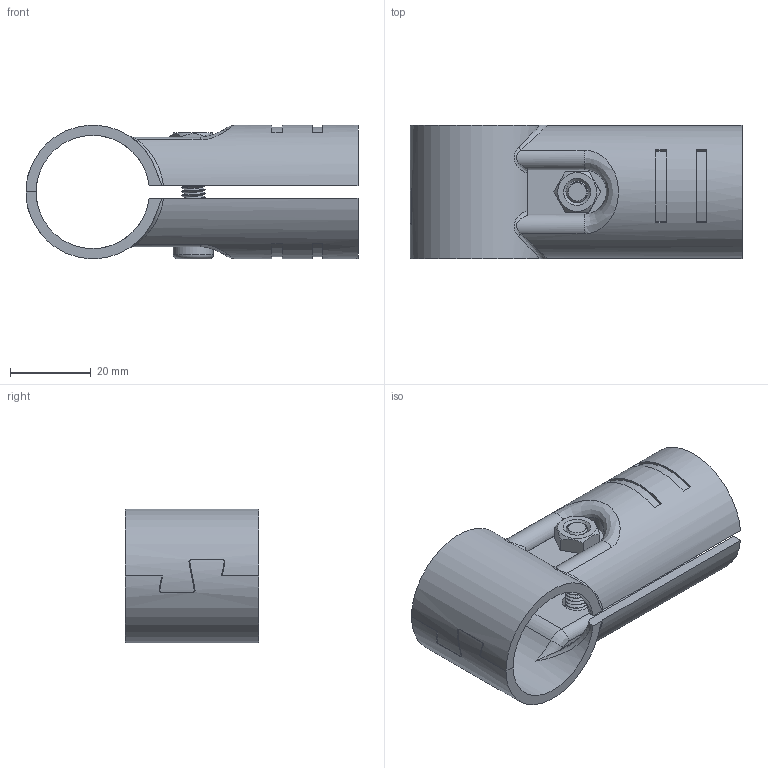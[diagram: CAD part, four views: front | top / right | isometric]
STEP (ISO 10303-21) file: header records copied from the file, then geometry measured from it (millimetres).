
FILE_DESCRIPTION (( 'STEP AP214' ), '1' );
FILE_NAME ('B295 Ñîåäèíèòåëü òðóáíûé Ô28, 1B.STEP', '2023-11-02T06:25:14', ( '' ), ( '' ), 'SwSTEP 2.0', 'SolidWorks 2022', '' );
FILE_SCHEMA (( 'AUTOMOTIVE_DESIGN' ));
Length unit declared in the file: millimetre
Products named in the file (1): B295 Соединитель трубный Ф28, 1B
Bounding box: 82 x 33.09 x 33 mm (x, y, z)
Volume: 19613.5 mm3; surface area: 18094.3 mm2
Topology: 4 solids, 4 shells, 243 faces, 632 edges, 408 vertices
Faces by surface type: cylinder 104, plane 82, bspline 32, torus 16, cone 9
Entity records: 16205 total; most frequent: CARTESIAN_POINT 10690, ORIENTED_EDGE 1264, DIRECTION 929, EDGE_CURVE 632, VERTEX_POINT 408, AXIS2_PLACEMENT_3D 340, EDGE_LOOP 260, B_SPLINE_CURVE_WITH_KNOTS 251
